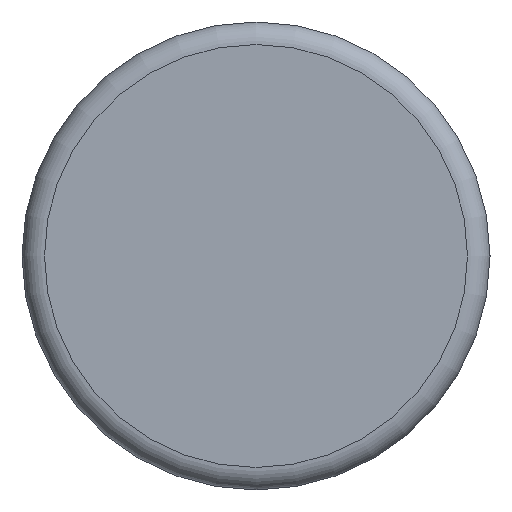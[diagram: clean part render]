
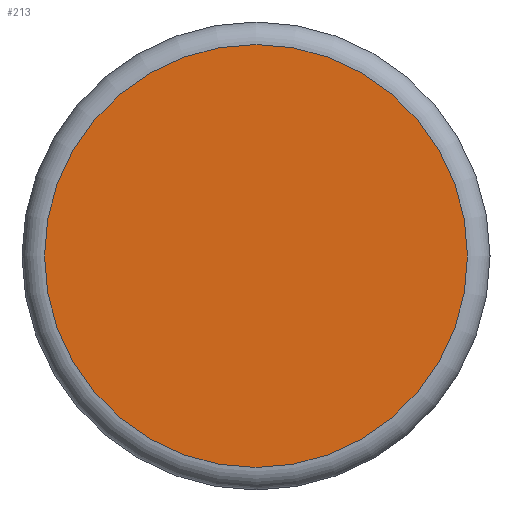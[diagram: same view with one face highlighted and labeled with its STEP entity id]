
A CAD part, left-side view. The second image highlights one B-rep face of the part: STEP entity #213.
In plain terms, the highlighted planar face has unit normal (-1, 0, 0).
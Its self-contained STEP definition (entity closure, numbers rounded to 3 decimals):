
#38=PLANE('',#270);
#69=FACE_OUTER_BOUND('',#86,.T.);
#86=EDGE_LOOP('',(#183));
#106=CIRCLE('',#266,2.35);
#123=VERTEX_POINT('',#398);
#142=EDGE_CURVE('',#123,#123,#106,.T.);
#183=ORIENTED_EDGE('',*,*,#142,.F.);
#213=ADVANCED_FACE('',(#69),#38,.F.);
#266=AXIS2_PLACEMENT_3D('',#400,#326,#327);
#270=AXIS2_PLACEMENT_3D('',#406,#335,#336);
#326=DIRECTION('center_axis',(1.,0.,0.));
#327=DIRECTION('ref_axis',(0.,1.,0.));
#335=DIRECTION('center_axis',(1.,0.,0.));
#336=DIRECTION('ref_axis',(0.,1.,0.));
#398=CARTESIAN_POINT('',(0.,0.,2.35));
#400=CARTESIAN_POINT('Origin',(0.,0.,0.));
#406=CARTESIAN_POINT('Origin',(0.,0.,0.));
